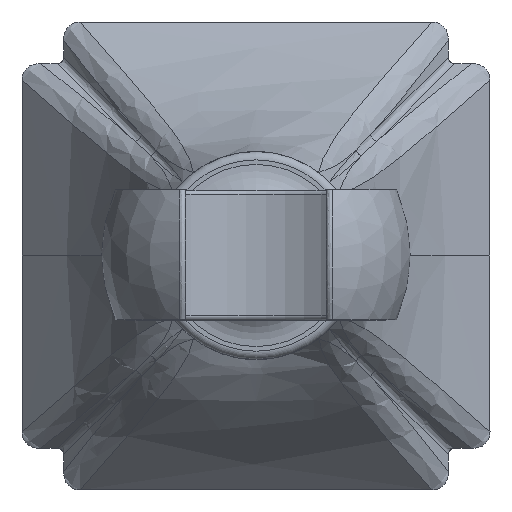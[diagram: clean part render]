
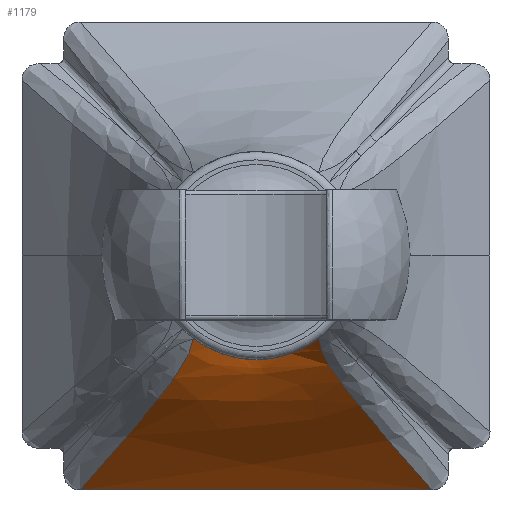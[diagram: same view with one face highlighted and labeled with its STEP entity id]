
A CAD part, top view. The second image highlights one B-rep face of the part: STEP entity #1179.
In plain terms, the highlighted free-form (B-spline) face has degree [3, 3] with [5, 7] control points.
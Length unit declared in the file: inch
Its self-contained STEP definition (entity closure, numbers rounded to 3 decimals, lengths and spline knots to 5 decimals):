
#131=CARTESIAN_POINT('',(0.84411,-1.125,
0.01));
#132=CARTESIAN_POINT('',(0.79873,-1.07304,
0.05811));
#133=CARTESIAN_POINT('',(0.71666,-0.97876,
0.15486));
#134=CARTESIAN_POINT('',(0.6179,-0.86425,
0.29426));
#135=CARTESIAN_POINT('',(0.53796,-0.7701,
0.42808));
#136=CARTESIAN_POINT('',(0.47452,-0.69346,
0.55431));
#137=CARTESIAN_POINT('',(0.42501,-0.63113,
0.67221));
#138=CARTESIAN_POINT('',(0.38701,-0.58007,
0.78171));
#139=CARTESIAN_POINT('',(0.35812,-0.53724,
0.88423));
#140=CARTESIAN_POINT('',(0.3374,-0.50169,
0.977));
#141=CARTESIAN_POINT('',(0.32302,-0.4717,
1.05954));
#142=CARTESIAN_POINT('',(0.31308,-0.44542,
1.13332));
#143=CARTESIAN_POINT('',(0.30611,-0.42168,
1.1995));
#144=CARTESIAN_POINT('',(0.30254,-0.40661,
1.24047));
#145=CARTESIAN_POINT('',(0.30091,-0.39932,
1.26));
#147=DIRECTION('',(1.,0.,0.));
#148=VECTOR('',#147,1.68823);
#149=CARTESIAN_POINT('',(-0.84412,-1.125,
0.01));
#150=LINE('',#149,#148);
#151=CARTESIAN_POINT('',(-0.84412,-1.125,
0.01));
#152=CARTESIAN_POINT('',(-0.83073,-1.10968,
0.02419));
#153=CARTESIAN_POINT('',(-0.79664,-1.07063,
0.06091));
#154=CARTESIAN_POINT('',(-0.71935,-0.98178,
0.15336));
#155=CARTESIAN_POINT('',(-0.64133,-0.89145,
0.26055));
#156=CARTESIAN_POINT('',(-0.57672,-0.81583,
0.36216));
#157=CARTESIAN_POINT('',(-0.52474,-0.75413,
0.4546));
#158=CARTESIAN_POINT('',(-0.48181,-0.70216,
0.54055));
#159=CARTESIAN_POINT('',(-0.44549,-0.65702,
0.62274));
#160=CARTESIAN_POINT('',(-0.41627,-0.61933,
0.69773));
#161=CARTESIAN_POINT('',(-0.39259,-0.58739,
0.76644));
#162=CARTESIAN_POINT('',(-0.37332,-0.55987,
0.8299));
#163=CARTESIAN_POINT('',(-0.35748,-0.53561,
0.88921));
#164=CARTESIAN_POINT('',(-0.34415,-0.51332,
0.94657));
#165=CARTESIAN_POINT('',(-0.33358,-0.49362,
0.99931));
#166=CARTESIAN_POINT('',(-0.32528,-0.47615,
1.04734));
#167=CARTESIAN_POINT('',(-0.31876,-0.46047,
1.09108));
#168=CARTESIAN_POINT('',(-0.31361,-0.44627,
1.13089));
#169=CARTESIAN_POINT('',(-0.30951,-0.43326,
1.16722));
#170=CARTESIAN_POINT('',(-0.30615,-0.42122,
1.20056));
#171=CARTESIAN_POINT('',(-0.30334,-0.40999,
1.23126));
#172=CARTESIAN_POINT('',(-0.30169,-0.40281,
1.25064));
#173=CARTESIAN_POINT('',(-0.30091,-0.39932,
1.26));
#175=CARTESIAN_POINT('',(-0.30091,-0.39932,
1.26));
#176=CARTESIAN_POINT('',(-0.25793,-0.4317,
1.26));
#177=CARTESIAN_POINT('',(-0.16143,-0.48247,
1.26));
#178=CARTESIAN_POINT('',(0.,-0.50876,
1.26));
#179=CARTESIAN_POINT('',(0.16143,-0.48247,
1.26));
#180=CARTESIAN_POINT('',(0.25793,-0.4317,
1.26));
#181=CARTESIAN_POINT('',(0.30091,-0.39932,
1.26));
#706=CARTESIAN_POINT('',(0.84411,-1.125,
0.01));
#940=VERTEX_POINT('',#706);
#941=VERTEX_POINT('',#145);
#942=VERTEX_POINT('',#151);
#943=VERTEX_POINT('',#173);
#1133=CARTESIAN_POINT('',(-0.95239,-1.13507,
0.00075));
#1134=CARTESIAN_POINT('',(-0.79046,-1.13503,
0.00075));
#1135=CARTESIAN_POINT('',(-0.47298,-1.13499,
0.00075));
#1136=CARTESIAN_POINT('',(0.,-1.13499,0.00075));
#1137=CARTESIAN_POINT('',(0.47297,-1.13499,
0.00075));
#1138=CARTESIAN_POINT('',(0.79043,-1.13503,
0.00075));
#1139=CARTESIAN_POINT('',(0.95236,-1.13507,
0.00075));
#1140=CARTESIAN_POINT('',(-0.80121,-0.95521,
0.16485));
#1141=CARTESIAN_POINT('',(-0.66538,-0.95586,
0.16485));
#1142=CARTESIAN_POINT('',(-0.39853,-0.95655,
0.16485));
#1143=CARTESIAN_POINT('',(0.,-0.95643,0.16485));
#1144=CARTESIAN_POINT('',(0.39852,-0.95655,
0.16485));
#1145=CARTESIAN_POINT('',(0.66536,-0.95586,
0.16485));
#1146=CARTESIAN_POINT('',(0.80118,-0.95521,
0.16485));
#1147=CARTESIAN_POINT('',(-0.53448,-0.64201,
0.55896));
#1148=CARTESIAN_POINT('',(-0.44558,-0.64835,
0.55896));
#1149=CARTESIAN_POINT('',(-0.26845,-0.65735,
0.55896));
#1150=CARTESIAN_POINT('',(0.,-0.66088,0.55896));
#1151=CARTESIAN_POINT('',(0.26844,-0.65735,
0.55896));
#1152=CARTESIAN_POINT('',(0.44557,-0.64835,
0.55896));
#1153=CARTESIAN_POINT('',(0.53446,-0.64201,
0.55896));
#1154=CARTESIAN_POINT('',(-0.36231,-0.4522,
1.03287));
#1155=CARTESIAN_POINT('',(-0.30627,-0.47553,
1.03287));
#1156=CARTESIAN_POINT('',(-0.18826,-0.5109,
1.03287));
#1157=CARTESIAN_POINT('',(0.,-0.52832,1.03287));
#1158=CARTESIAN_POINT('',(0.18825,-0.5109,
1.03287));
#1159=CARTESIAN_POINT('',(0.30626,-0.47554,
1.03287));
#1160=CARTESIAN_POINT('',(0.3623,-0.4522,
1.03287));
#1161=CARTESIAN_POINT('',(-0.30255,-0.39164,
1.27446));
#1162=CARTESIAN_POINT('',(-0.25902,-0.42664,
1.27446));
#1163=CARTESIAN_POINT('',(-0.16205,-0.48023,
1.27446));
#1164=CARTESIAN_POINT('',(0.,-0.50746,1.27446));
#1165=CARTESIAN_POINT('',(0.16205,-0.48023,
1.27446));
#1166=CARTESIAN_POINT('',(0.25901,-0.42664,
1.27446));
#1167=CARTESIAN_POINT('',(0.30254,-0.39165,
1.27446));
#1168=B_SPLINE_SURFACE_WITH_KNOTS('',3,3,((#1133,#1134,#1135,#1136,#1137,#1138,
#1139),(#1140,#1141,#1142,#1143,#1144,#1145,#1146),(#1147,#1148,#1149,#1150,
#1151,#1152,#1153),(#1154,#1155,#1156,#1157,#1158,#1159,#1160),(#1161,#1162,
#1163,#1164,#1165,#1166,#1167)),.UNSPECIFIED.,.F.,.F.,.F.,(4,1,4),(4,1,1,1,4),(
-0.00954,0.5,1.01018),(0.14512,0.19861,
0.25,0.30139,0.35488),.UNSPECIFIED.);
#1170=ORIENTED_EDGE('',*,*,#1169,.F.);
#1172=ORIENTED_EDGE('',*,*,#1171,.F.);
#1174=ORIENTED_EDGE('',*,*,#1173,.T.);
#1176=ORIENTED_EDGE('',*,*,#1175,.T.);
#1177=EDGE_LOOP('',(#1170,#1172,#1174,#1176));
#1178=FACE_OUTER_BOUND('',#1177,.F.);
#1179=ADVANCED_FACE('',(#1178),#1168,.F.);
#146=B_SPLINE_CURVE_WITH_KNOTS('',3,(#131,#132,#133,#134,#135,#136,#137,#138,
#139,#140,#141,#142,#143,#144,#145),.UNSPECIFIED.,.F.,.F.,(4,1,1,1,1,1,1,1,1,1,
1,1,4),(0.,0.08333,0.16667,0.25,0.33333,
0.41667,0.5,0.58333,0.66667,0.75,
0.83333,0.91667,1.),.UNSPECIFIED.);
#174=B_SPLINE_CURVE_WITH_KNOTS('',3,(#151,#152,#153,#154,#155,#156,#157,#158,
#159,#160,#161,#162,#163,#164,#165,#166,#167,#168,#169,#170,#171,#172,#173),
.UNSPECIFIED.,.F.,.F.,(4,1,1,1,1,1,1,1,1,1,1,1,1,1,1,1,1,1,1,1,4),(0.,0.05,
0.1,0.15,0.2,0.25,0.3,0.35,0.4,0.45,0.5,0.55,0.6,0.65,
0.7,0.75,0.8,0.85,0.9,0.95,1.),.UNSPECIFIED.);
#182=B_SPLINE_CURVE_WITH_KNOTS('',3,(#175,#176,#177,#178,#179,#180,#181),
.UNSPECIFIED.,.F.,.F.,(4,1,1,1,4),(0.,0.25,0.5,
0.75,1.),.UNSPECIFIED.);
#1169=EDGE_CURVE('',#940,#941,#146,.T.);
#1171=EDGE_CURVE('',#942,#940,#150,.T.);
#1173=EDGE_CURVE('',#942,#943,#174,.T.);
#1175=EDGE_CURVE('',#943,#941,#182,.T.);
